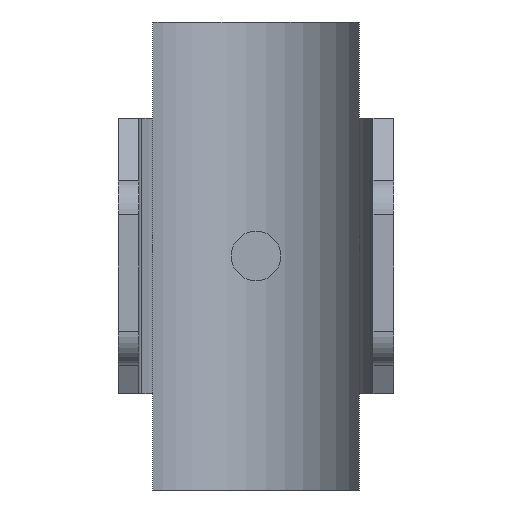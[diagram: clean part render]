
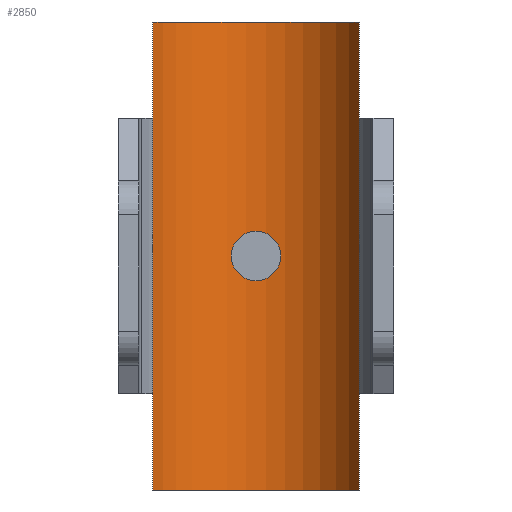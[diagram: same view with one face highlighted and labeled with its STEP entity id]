
A CAD part, front view. The second image highlights one B-rep face of the part: STEP entity #2850.
In plain terms, the highlighted cylindrical face has radius 8.5 mm (diameter 17 mm), a partial arc.
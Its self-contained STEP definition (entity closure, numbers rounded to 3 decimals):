
#2650=CARTESIAN_POINT('',(0.,-6.,-17.));
#2651=DIRECTION('',(0.,0.,-1.));
#2652=DIRECTION('',(-0.882,0.471,0.));
#2653=AXIS2_PLACEMENT_3D('',#2650,#2651,#2652);
#2668=DIRECTION('',(0.,0.,1.));
#2669=VECTOR('',#2668,34.);
#2670=CARTESIAN_POINT('',(-7.5,-2.,-17.));
#2671=LINE('',#2670,#2669);
#2698=DIRECTION('',(0.,0.,1.));
#2699=VECTOR('',#2698,34.);
#2700=CARTESIAN_POINT('',(7.5,-2.,-17.));
#2701=LINE('',#2700,#2699);
#2702=CARTESIAN_POINT('',(0.,-6.,17.));
#2703=DIRECTION('',(0.,0.,-1.));
#2704=DIRECTION('',(-0.882,0.471,0.));
#2705=AXIS2_PLACEMENT_3D('',#2702,#2703,#2704);
#2780=CARTESIAN_POINT('',(-7.5,-2.,-17.));
#2781=CARTESIAN_POINT('',(7.5,-2.,-17.));
#2782=VERTEX_POINT('',#2780);
#2783=VERTEX_POINT('',#2781);
#2788=CARTESIAN_POINT('',(-7.5,-2.,17.));
#2789=CARTESIAN_POINT('',(7.5,-2.,17.));
#2790=VERTEX_POINT('',#2788);
#2791=VERTEX_POINT('',#2789);
#2836=CARTESIAN_POINT('',(0.,-6.,-17.));
#2837=DIRECTION('',(0.,0.,1.));
#2838=DIRECTION('',(1.,0.,0.));
#2839=AXIS2_PLACEMENT_3D('',#2836,#2837,#2838);
#2840=CYLINDRICAL_SURFACE('',#2839,8.5);
#2841=ORIENTED_EDGE('',*,*,#2825,.F.);
#2843=ORIENTED_EDGE('',*,*,#2842,.T.);
#2845=ORIENTED_EDGE('',*,*,#2844,.T.);
#2847=ORIENTED_EDGE('',*,*,#2846,.F.);
#2848=EDGE_LOOP('',(#2841,#2843,#2845,#2847));
#2849=FACE_OUTER_BOUND('',#2848,.F.);
#2850=ADVANCED_FACE('',(#2849),#2840,.F.);
#2654=CIRCLE('',#2653,8.5);
#2706=CIRCLE('',#2705,8.5);
#2825=EDGE_CURVE('',#2782,#2783,#2654,.T.);
#2842=EDGE_CURVE('',#2782,#2790,#2671,.T.);
#2844=EDGE_CURVE('',#2790,#2791,#2706,.T.);
#2846=EDGE_CURVE('',#2783,#2791,#2701,.T.);
